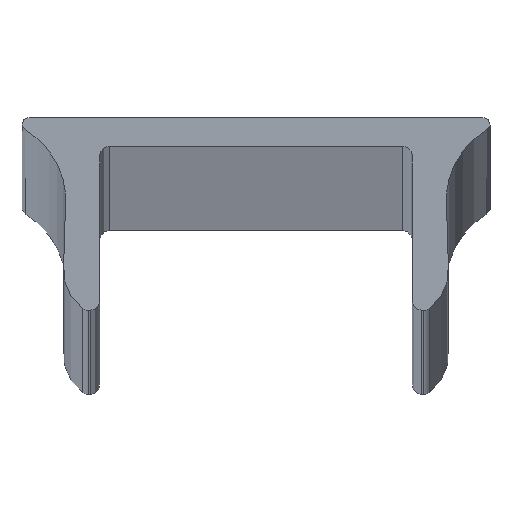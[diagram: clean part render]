
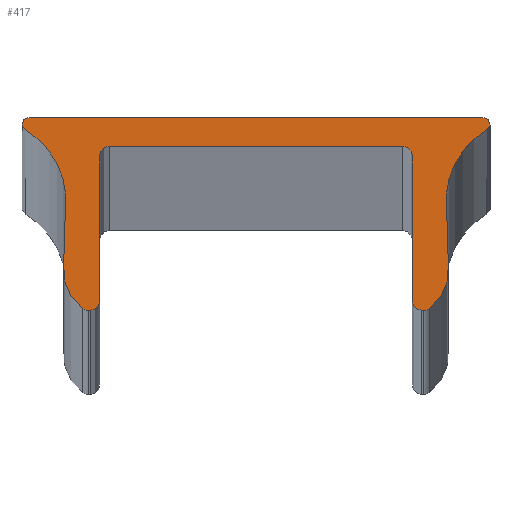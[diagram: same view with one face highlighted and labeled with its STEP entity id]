
A CAD part, top view. The second image highlights one B-rep face of the part: STEP entity #417.
In plain terms, the highlighted planar face has unit normal (0, 0, 1).
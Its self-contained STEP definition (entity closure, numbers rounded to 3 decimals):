
#23=PLANE('',#465);
#45=FACE_OUTER_BOUND('',#67,.T.);
#67=EDGE_LOOP('',(#345,#346,#347,#348,#349,#350,#351,#352,#353,#354,#355,
#356,#357,#358,#359,#360,#361,#362,#363,#364));
#73=LINE('',#617,#109);
#78=LINE('',#635,#114);
#83=LINE('',#653,#119);
#88=LINE('',#671,#124);
#92=LINE('',#683,#128);
#96=LINE('',#695,#132);
#100=LINE('',#707,#136);
#104=LINE('',#717,#140);
#109=VECTOR('',#487,1.434);
#114=VECTOR('',#506,9.407);
#119=VECTOR('',#525,1.434);
#124=VECTOR('',#544,0.046);
#128=VECTOR('',#556,2.998);
#132=VECTOR('',#568,6.081);
#136=VECTOR('',#580,2.998);
#140=VECTOR('',#592,0.046);
#142=CIRCLE('',#423,0.2);
#144=CIRCLE('',#426,0.991);
#146=CIRCLE('',#430,1.712);
#148=CIRCLE('',#433,0.14);
#150=CIRCLE('',#437,0.14);
#152=CIRCLE('',#440,1.712);
#154=CIRCLE('',#444,0.991);
#156=CIRCLE('',#447,0.2);
#158=CIRCLE('',#451,0.2);
#160=CIRCLE('',#455,0.2);
#162=CIRCLE('',#459,0.2);
#164=CIRCLE('',#463,0.2);
#167=VERTEX_POINT('',#602);
#168=VERTEX_POINT('',#604);
#170=VERTEX_POINT('',#610);
#172=VERTEX_POINT('',#616);
#174=VERTEX_POINT('',#622);
#176=VERTEX_POINT('',#628);
#178=VERTEX_POINT('',#634);
#180=VERTEX_POINT('',#640);
#182=VERTEX_POINT('',#646);
#184=VERTEX_POINT('',#652);
#186=VERTEX_POINT('',#658);
#188=VERTEX_POINT('',#664);
#190=VERTEX_POINT('',#670);
#192=VERTEX_POINT('',#676);
#194=VERTEX_POINT('',#682);
#196=VERTEX_POINT('',#688);
#198=VERTEX_POINT('',#694);
#200=VERTEX_POINT('',#700);
#202=VERTEX_POINT('',#706);
#204=VERTEX_POINT('',#712);
#207=EDGE_CURVE('',#168,#167,#142,.T.);
#210=EDGE_CURVE('',#170,#168,#144,.T.);
#213=EDGE_CURVE('',#172,#170,#73,.T.);
#216=EDGE_CURVE('',#174,#172,#146,.T.);
#219=EDGE_CURVE('',#176,#174,#148,.T.);
#222=EDGE_CURVE('',#178,#176,#78,.T.);
#225=EDGE_CURVE('',#180,#178,#150,.T.);
#228=EDGE_CURVE('',#182,#180,#152,.T.);
#231=EDGE_CURVE('',#184,#182,#83,.T.);
#234=EDGE_CURVE('',#186,#184,#154,.T.);
#237=EDGE_CURVE('',#188,#186,#156,.T.);
#240=EDGE_CURVE('',#190,#188,#88,.T.);
#243=EDGE_CURVE('',#192,#190,#158,.T.);
#246=EDGE_CURVE('',#194,#192,#92,.T.);
#249=EDGE_CURVE('',#196,#194,#160,.T.);
#252=EDGE_CURVE('',#198,#196,#96,.T.);
#255=EDGE_CURVE('',#200,#198,#162,.T.);
#258=EDGE_CURVE('',#202,#200,#100,.T.);
#261=EDGE_CURVE('',#204,#202,#164,.T.);
#264=EDGE_CURVE('',#167,#204,#104,.T.);
#345=ORIENTED_EDGE('',*,*,#264,.T.);
#346=ORIENTED_EDGE('',*,*,#261,.T.);
#347=ORIENTED_EDGE('',*,*,#258,.T.);
#348=ORIENTED_EDGE('',*,*,#255,.T.);
#349=ORIENTED_EDGE('',*,*,#252,.T.);
#350=ORIENTED_EDGE('',*,*,#249,.T.);
#351=ORIENTED_EDGE('',*,*,#246,.T.);
#352=ORIENTED_EDGE('',*,*,#243,.T.);
#353=ORIENTED_EDGE('',*,*,#240,.T.);
#354=ORIENTED_EDGE('',*,*,#237,.T.);
#355=ORIENTED_EDGE('',*,*,#234,.T.);
#356=ORIENTED_EDGE('',*,*,#231,.T.);
#357=ORIENTED_EDGE('',*,*,#228,.T.);
#358=ORIENTED_EDGE('',*,*,#225,.T.);
#359=ORIENTED_EDGE('',*,*,#222,.T.);
#360=ORIENTED_EDGE('',*,*,#219,.T.);
#361=ORIENTED_EDGE('',*,*,#216,.T.);
#362=ORIENTED_EDGE('',*,*,#213,.T.);
#363=ORIENTED_EDGE('',*,*,#210,.T.);
#364=ORIENTED_EDGE('',*,*,#207,.T.);
#417=ADVANCED_FACE('',(#45),#23,.T.);
#423=AXIS2_PLACEMENT_3D('',#605,#474,#475);
#426=AXIS2_PLACEMENT_3D('',#611,#481,#482);
#430=AXIS2_PLACEMENT_3D('',#623,#493,#494);
#433=AXIS2_PLACEMENT_3D('',#629,#500,#501);
#437=AXIS2_PLACEMENT_3D('',#641,#512,#513);
#440=AXIS2_PLACEMENT_3D('',#647,#519,#520);
#444=AXIS2_PLACEMENT_3D('',#659,#531,#532);
#447=AXIS2_PLACEMENT_3D('',#665,#538,#539);
#451=AXIS2_PLACEMENT_3D('',#677,#550,#551);
#455=AXIS2_PLACEMENT_3D('',#689,#562,#563);
#459=AXIS2_PLACEMENT_3D('',#701,#574,#575);
#463=AXIS2_PLACEMENT_3D('',#713,#586,#587);
#465=AXIS2_PLACEMENT_3D('',#718,#593,#594);
#474=DIRECTION('center_axis',(0.,0.,1.));
#475=DIRECTION('ref_axis',(-0.591,-0.806,0.));
#481=DIRECTION('center_axis',(0.,0.,1.));
#482=DIRECTION('ref_axis',(-0.993,0.119,0.));
#487=DIRECTION('',(-0.031,-1.,0.));
#493=DIRECTION('center_axis',(0.,0.,-1.));
#494=DIRECTION('ref_axis',(-0.997,-0.073,0.));
#500=DIRECTION('center_axis',(0.,0.,1.));
#501=DIRECTION('ref_axis',(0.047,0.999,0.));
#506=DIRECTION('',(-1.,0.,0.));
#512=DIRECTION('center_axis',(0.,0.,1.));
#513=DIRECTION('ref_axis',(0.524,-0.852,0.));
#519=DIRECTION('center_axis',(0.,0.,-1.));
#520=DIRECTION('ref_axis',(0.505,-0.863,0.));
#525=DIRECTION('',(-0.031,1.,0.));
#531=DIRECTION('center_axis',(0.,0.,1.));
#532=DIRECTION('ref_axis',(0.592,-0.806,0.));
#538=DIRECTION('center_axis',(0.,0.,1.));
#539=DIRECTION('ref_axis',(0.,-1.,0.));
#544=DIRECTION('',(0.998,-0.068,0.));
#550=DIRECTION('center_axis',(0.,0.,1.));
#551=DIRECTION('ref_axis',(-1.,0.,0.));
#556=DIRECTION('',(0.,-1.,0.));
#562=DIRECTION('center_axis',(0.,0.,-1.));
#563=DIRECTION('ref_axis',(-1.,0.,0.));
#568=DIRECTION('',(1.,0.,0.));
#574=DIRECTION('center_axis',(0.,0.,-1.));
#575=DIRECTION('ref_axis',(0.,-1.,0.));
#580=DIRECTION('',(0.,1.,0.));
#586=DIRECTION('center_axis',(0.,0.,1.));
#587=DIRECTION('ref_axis',(0.084,-0.996,0.));
#592=DIRECTION('',(0.998,0.068,0.));
#593=DIRECTION('center_axis',(0.,0.,1.));
#594=DIRECTION('ref_axis',(1.,0.,0.));
#602=CARTESIAN_POINT('',(-3.469,0.,1000.));
#604=CARTESIAN_POINT('',(-3.588,0.039,1000.));
#605=CARTESIAN_POINT('Origin',(-3.469,0.2,1000.));
#610=CARTESIAN_POINT('',(-3.985,0.956,1000.));
#611=CARTESIAN_POINT('Origin',(-3.002,0.838,1000.));
#616=CARTESIAN_POINT('',(-3.941,2.389,1000.));
#617=CARTESIAN_POINT('',(-3.941,2.389,1000.));
#622=CARTESIAN_POINT('',(-4.783,3.741,1000.));
#623=CARTESIAN_POINT('Origin',(-5.648,2.264,1000.));
#628=CARTESIAN_POINT('',(-4.703,4.,1000.));
#629=CARTESIAN_POINT('Origin',(-4.71,3.86,1000.));
#634=CARTESIAN_POINT('',(4.703,4.,1000.));
#635=CARTESIAN_POINT('',(4.703,4.,1000.));
#640=CARTESIAN_POINT('',(4.783,3.741,1000.));
#641=CARTESIAN_POINT('Origin',(4.71,3.86,1000.));
#646=CARTESIAN_POINT('',(3.941,2.389,1000.));
#647=CARTESIAN_POINT('Origin',(5.648,2.264,1000.));
#652=CARTESIAN_POINT('',(3.985,0.956,1000.));
#653=CARTESIAN_POINT('',(3.985,0.956,1000.));
#658=CARTESIAN_POINT('',(3.589,0.039,1000.));
#659=CARTESIAN_POINT('Origin',(3.002,0.838,1000.));
#664=CARTESIAN_POINT('',(3.469,0.,1000.));
#665=CARTESIAN_POINT('Origin',(3.469,0.2,1000.));
#670=CARTESIAN_POINT('',(3.424,0.003,1000.));
#671=CARTESIAN_POINT('',(3.424,0.003,1000.));
#676=CARTESIAN_POINT('',(3.24,0.202,1000.));
#677=CARTESIAN_POINT('Origin',(3.44,0.202,1000.));
#682=CARTESIAN_POINT('',(3.24,3.2,1000.));
#683=CARTESIAN_POINT('',(3.24,3.2,1000.));
#688=CARTESIAN_POINT('',(3.04,3.4,1000.));
#689=CARTESIAN_POINT('Origin',(3.04,3.2,1000.));
#694=CARTESIAN_POINT('',(-3.04,3.4,1000.));
#695=CARTESIAN_POINT('',(-3.04,3.4,1000.));
#700=CARTESIAN_POINT('',(-3.24,3.2,1000.));
#701=CARTESIAN_POINT('Origin',(-3.04,3.2,1000.));
#706=CARTESIAN_POINT('',(-3.24,0.202,1000.));
#707=CARTESIAN_POINT('',(-3.24,0.202,1000.));
#712=CARTESIAN_POINT('',(-3.424,0.003,1000.));
#713=CARTESIAN_POINT('Origin',(-3.44,0.202,1000.));
#717=CARTESIAN_POINT('',(-3.469,0.,1000.));
#718=CARTESIAN_POINT('Origin',(0.,2.837,1000.));
